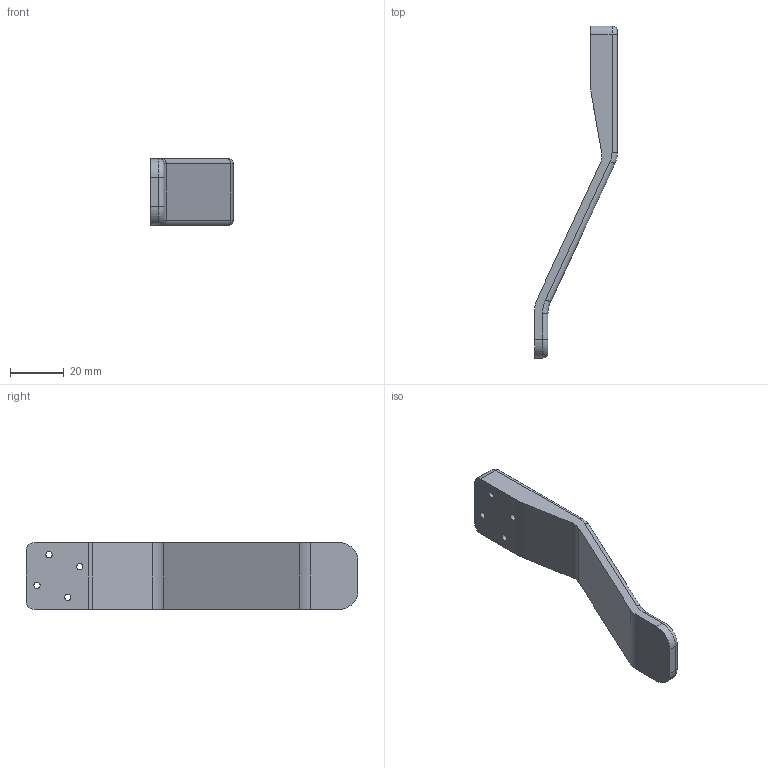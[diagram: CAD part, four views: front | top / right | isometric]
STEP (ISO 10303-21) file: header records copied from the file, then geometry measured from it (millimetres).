
FILE_DESCRIPTION(/* description */ ('STEP AP242','CAx-IF Rec.Pracs.---Representation and Presentation of Product Manufacturing Information (PMI)---4.0---2014-10-13','CAx-IF Rec.Pracs.---3D Tessellated Geometry---0.4---2014-09-14','2;1'),/* implementation_level */ '2;1');
FILE_NAME(/* name */ '6804c3561158830821d05e70',/* time_stamp */ '2025-04-20T09:50:15Z',/* author */ (''),/* organization */ (''),/* preprocessor_version */ 'ST-DEVELOPER v20',/* originating_system */ 'ONSHAPE BY PTC INC, 1.196',/* authorisation */ ' ');
FILE_SCHEMA (('AP242_MANAGED_MODEL_BASED_3D_ENGINEERING_MIM_LF { 1 0 10303 442 1 1 4 }'));
Length unit declared in the file: metre
Products named in the file (1): Part 1
Bounding box: 30.97 x 124.08 x 25 mm (x, y, z)
Volume: 19870.2 mm3; surface area: 8721.6 mm2
Topology: 1 solids, 1 shells, 48 faces, 120 edges, 75 vertices
Faces by surface type: cylinder 25, plane 15, torus 8
Full cylindrical faces by diameter (mm): 2.35 x4, 5.35 x4
Entity records: 1408 total; most frequent: DIRECTION 261, CARTESIAN_POINT 238, ORIENTED_EDGE 216, EDGE_CURVE 108, AXIS2_PLACEMENT_3D 107, VERTEX_POINT 71, EDGE_LOOP 65, FACE_BOUND 65
